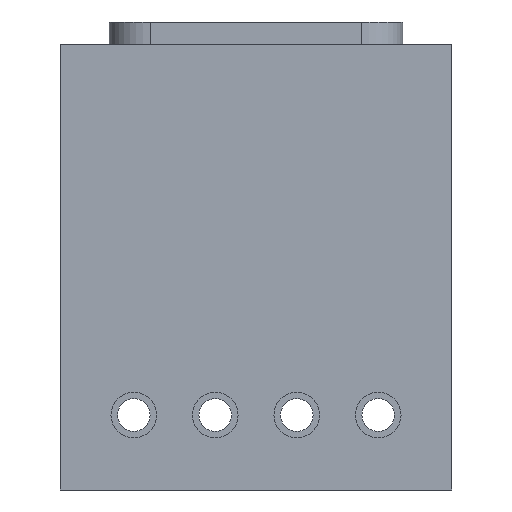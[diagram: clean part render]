
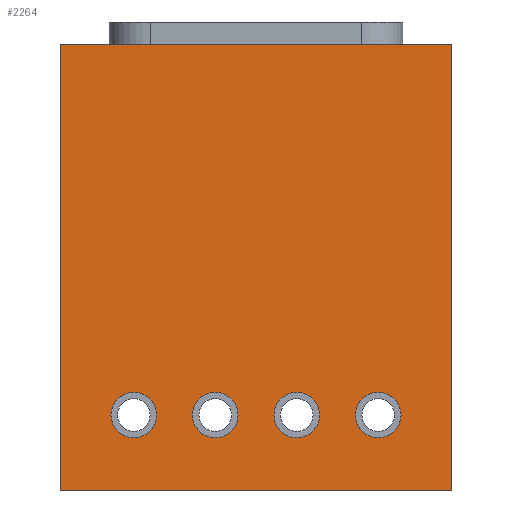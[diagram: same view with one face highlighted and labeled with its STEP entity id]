
A CAD part, front view. The second image highlights one B-rep face of the part: STEP entity #2264.
In plain terms, the highlighted planar face has unit normal (0, -1, 0).
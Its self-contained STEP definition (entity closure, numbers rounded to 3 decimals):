
#49=FACE_BOUND('',#460,.T.);
#50=FACE_BOUND('',#461,.T.);
#51=FACE_BOUND('',#462,.T.);
#52=FACE_BOUND('',#463,.T.);
#118=PLANE('',#2431);
#321=FACE_OUTER_BOUND('',#459,.T.);
#459=EDGE_LOOP('',(#1733,#1734,#1735,#1736));
#460=EDGE_LOOP('',(#1737));
#461=EDGE_LOOP('',(#1738));
#462=EDGE_LOOP('',(#1739));
#463=EDGE_LOOP('',(#1740));
#639=LINE('',#3542,#865);
#642=LINE('',#3547,#868);
#647=LINE('',#3560,#873);
#649=LINE('',#3563,#875);
#865=VECTOR('',#2663,1000.);
#868=VECTOR('',#2668,1000.);
#873=VECTOR('',#2679,1000.);
#875=VECTOR('',#2683,1000.);
#1038=CIRCLE('',#2390,0.7);
#1040=CIRCLE('',#2393,0.7);
#1042=CIRCLE('',#2396,0.7);
#1044=CIRCLE('',#2399,0.7);
#1078=VERTEX_POINT('',#3049);
#1080=VERTEX_POINT('',#3055);
#1082=VERTEX_POINT('',#3061);
#1084=VERTEX_POINT('',#3067);
#1161=VERTEX_POINT('',#3540);
#1162=VERTEX_POINT('',#3541);
#1163=VERTEX_POINT('',#3546);
#1168=VERTEX_POINT('',#3559);
#1287=EDGE_CURVE('',#1078,#1078,#1038,.T.);
#1290=EDGE_CURVE('',#1080,#1080,#1040,.T.);
#1293=EDGE_CURVE('',#1082,#1082,#1042,.T.);
#1296=EDGE_CURVE('',#1084,#1084,#1044,.T.);
#1381=EDGE_CURVE('',#1161,#1162,#639,.T.);
#1384=EDGE_CURVE('',#1162,#1163,#642,.T.);
#1391=EDGE_CURVE('',#1163,#1168,#647,.T.);
#1393=EDGE_CURVE('',#1168,#1161,#649,.T.);
#1733=ORIENTED_EDGE('',*,*,#1381,.F.);
#1734=ORIENTED_EDGE('',*,*,#1393,.F.);
#1735=ORIENTED_EDGE('',*,*,#1391,.F.);
#1736=ORIENTED_EDGE('',*,*,#1384,.F.);
#1737=ORIENTED_EDGE('',*,*,#1287,.F.);
#1738=ORIENTED_EDGE('',*,*,#1290,.F.);
#1739=ORIENTED_EDGE('',*,*,#1293,.F.);
#1740=ORIENTED_EDGE('',*,*,#1296,.F.);
#2264=ADVANCED_FACE('',(#321,#49,#50,#51,#52),#118,.F.);
#2390=AXIS2_PLACEMENT_3D('',#3051,#2538,#2539);
#2393=AXIS2_PLACEMENT_3D('',#3057,#2545,#2546);
#2396=AXIS2_PLACEMENT_3D('',#3063,#2552,#2553);
#2399=AXIS2_PLACEMENT_3D('',#3069,#2559,#2560);
#2431=AXIS2_PLACEMENT_3D('',#3564,#2684,#2685);
#2538=DIRECTION('center_axis',(0.,-1.,0.));
#2539=DIRECTION('ref_axis',(0.,0.,-1.));
#2545=DIRECTION('center_axis',(0.,-1.,0.));
#2546=DIRECTION('ref_axis',(0.,0.,-1.));
#2552=DIRECTION('center_axis',(0.,-1.,0.));
#2553=DIRECTION('ref_axis',(0.,0.,-1.));
#2559=DIRECTION('center_axis',(0.,-1.,0.));
#2560=DIRECTION('ref_axis',(0.,0.,-1.));
#2663=DIRECTION('',(0.,0.,1.));
#2668=DIRECTION('',(1.,0.,0.));
#2679=DIRECTION('',(0.,0.,-1.));
#2683=DIRECTION('',(-1.,0.,0.));
#2684=DIRECTION('center_axis',(0.,1.,0.));
#2685=DIRECTION('ref_axis',(0.,0.,1.));
#3049=CARTESIAN_POINT('',(-3.75,0.,-3.83));
#3051=CARTESIAN_POINT('Origin',(-3.75,0.,-4.53));
#3055=CARTESIAN_POINT('',(-1.25,0.,-3.83));
#3057=CARTESIAN_POINT('Origin',(-1.25,0.,-4.53));
#3061=CARTESIAN_POINT('',(1.25,0.,-3.83));
#3063=CARTESIAN_POINT('Origin',(1.25,0.,-4.53));
#3067=CARTESIAN_POINT('',(3.75,0.,-3.83));
#3069=CARTESIAN_POINT('Origin',(3.75,0.,-4.53));
#3540=CARTESIAN_POINT('',(-6.,0.,-6.83));
#3541=CARTESIAN_POINT('',(-6.,0.,6.83));
#3542=CARTESIAN_POINT('',(-6.,0.,6.83));
#3546=CARTESIAN_POINT('',(6.,0.,6.83));
#3547=CARTESIAN_POINT('',(6.,0.,6.83));
#3559=CARTESIAN_POINT('',(6.,0.,-6.83));
#3560=CARTESIAN_POINT('',(6.,0.,6.83));
#3563=CARTESIAN_POINT('',(6.,0.,-6.83));
#3564=CARTESIAN_POINT('Origin',(0.,0.,0.));
